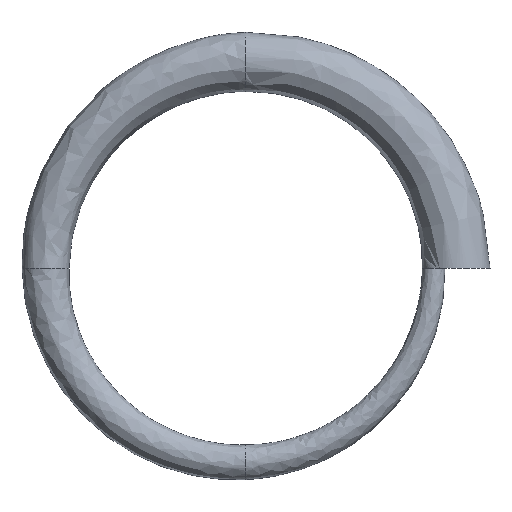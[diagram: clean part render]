
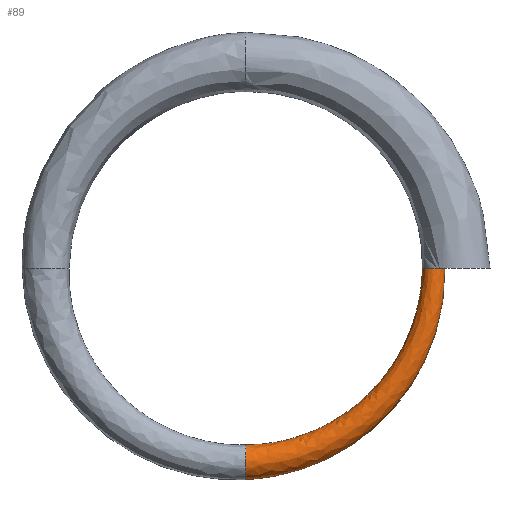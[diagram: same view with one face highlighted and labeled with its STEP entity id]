
A CAD part, top view. The second image highlights one B-rep face of the part: STEP entity #89.
In plain terms, the highlighted free-form (B-spline) face has degree [3, 3] with [14, 7] control points.
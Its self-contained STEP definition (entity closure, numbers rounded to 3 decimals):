
#18=B_SPLINE_CURVE_WITH_KNOTS('',3,(#626,#627,#628,#629,#630,#631,#632),
 .UNSPECIFIED.,.F.,.F.,(4,1,1,1,4),(0.,0.286,0.571,
0.857,1.),.UNSPECIFIED.);
#22=B_SPLINE_SURFACE_WITH_KNOTS('',3,3,((#528,#529,#530,#531,#532,#533,
#534),(#535,#536,#537,#538,#539,#540,#541),(#542,#543,#544,#545,#546,#547,
#548),(#549,#550,#551,#552,#553,#554,#555),(#556,#557,#558,#559,#560,#561,
#562),(#563,#564,#565,#566,#567,#568,#569),(#570,#571,#572,#573,#574,#575,
#576),(#577,#578,#579,#580,#581,#582,#583),(#584,#585,#586,#587,#588,#589,
#590),(#591,#592,#593,#594,#595,#596,#597),(#598,#599,#600,#601,#602,#603,
#604),(#605,#606,#607,#608,#609,#610,#611),(#612,#613,#614,#615,#616,#617,
#618),(#619,#620,#621,#622,#623,#624,#625)),.UNSPECIFIED.,.T.,.F.,.F.,(4,
1,1,1,1,1,1,1,1,1,1,4),(4,1,1,1,4),(0.,0.071,0.143,
0.214,0.286,0.357,0.429,
0.524,0.571,0.714,0.857,
1.),(0.,0.286,0.571,0.857,1.),
 .UNSPECIFIED.);
#27=FACE_OUTER_BOUND('',#32,.T.);
#32=EDGE_LOOP('',(#79,#80,#81,#82,#83));
#34=CIRCLE('',#106,3.);
#35=CIRCLE('',#107,3.);
#40=CIRCLE('',#112,4.625);
#41=VERTEX_POINT('',#135);
#42=VERTEX_POINT('',#137);
#47=VERTEX_POINT('',#519);
#49=EDGE_CURVE('',#42,#41,#34,.T.);
#50=EDGE_CURVE('',#41,#42,#35,.T.);
#58=EDGE_CURVE('',#47,#47,#40,.T.);
#59=EDGE_CURVE('',#42,#47,#18,.T.);
#79=ORIENTED_EDGE('',*,*,#49,.T.);
#80=ORIENTED_EDGE('',*,*,#50,.T.);
#81=ORIENTED_EDGE('',*,*,#59,.T.);
#82=ORIENTED_EDGE('',*,*,#58,.F.);
#83=ORIENTED_EDGE('',*,*,#59,.F.);
#89=ADVANCED_FACE('',(#27),#22,.T.);
#106=AXIS2_PLACEMENT_3D('',#138,#119,#120);
#107=AXIS2_PLACEMENT_3D('',#139,#121,#122);
#112=AXIS2_PLACEMENT_3D('',#527,#131,#132);
#119=DIRECTION('center_axis',(0.,-1.,0.));
#120=DIRECTION('ref_axis',(1.,0.,0.));
#121=DIRECTION('center_axis',(0.,-1.,0.));
#122=DIRECTION('ref_axis',(1.,0.,0.));
#131=DIRECTION('center_axis',(-1.,0.,0.));
#132=DIRECTION('ref_axis',(0.,1.,0.));
#135=CARTESIAN_POINT('',(47.,0.,0.));
#137=CARTESIAN_POINT('',(53.,0.,0.));
#138=CARTESIAN_POINT('Origin',(50.,0.,0.));
#139=CARTESIAN_POINT('Origin',(50.,0.,0.));
#519=CARTESIAN_POINT('',(0.,-56.25,0.));
#527=CARTESIAN_POINT('Origin',(0.,-51.625,0.));
#528=CARTESIAN_POINT('Ctrl Pts',(53.,0.,0.));
#529=CARTESIAN_POINT('Ctrl Pts',(53.158,-8.024,0.));
#530=CARTESIAN_POINT('Ctrl Pts',(49.881,-24.209,0.));
#531=CARTESIAN_POINT('Ctrl Pts',(34.951,-44.243,0.));
#532=CARTESIAN_POINT('Ctrl Pts',(16.421,-54.106,0.));
#533=CARTESIAN_POINT('Ctrl Pts',(4.127,-56.053,0.));
#534=CARTESIAN_POINT('Ctrl Pts',(0.,-56.25,0.));
#535=CARTESIAN_POINT('Ctrl Pts',(53.,0.,0.449));
#536=CARTESIAN_POINT('Ctrl Pts',(53.158,-8.024,0.472));
#537=CARTESIAN_POINT('Ctrl Pts',(49.881,-24.209,0.518));
#538=CARTESIAN_POINT('Ctrl Pts',(34.951,-44.243,0.588));
#539=CARTESIAN_POINT('Ctrl Pts',(16.421,-54.106,0.646));
#540=CARTESIAN_POINT('Ctrl Pts',(4.127,-56.053,0.68));
#541=CARTESIAN_POINT('Ctrl Pts',(0.,-56.25,0.692));
#542=CARTESIAN_POINT('Ctrl Pts',(52.795,0.,
1.346));
#543=CARTESIAN_POINT('Ctrl Pts',(52.943,-7.993,1.416));
#544=CARTESIAN_POINT('Ctrl Pts',(49.659,-24.107,1.554));
#545=CARTESIAN_POINT('Ctrl Pts',(34.775,-44.029,1.763));
#546=CARTESIAN_POINT('Ctrl Pts',(16.331,-53.819,1.936));
#547=CARTESIAN_POINT('Ctrl Pts',(4.104,-55.743,2.04));
#548=CARTESIAN_POINT('Ctrl Pts',(0.,-55.934,
2.075));
#549=CARTESIAN_POINT('Ctrl Pts',(51.934,0.,
2.426));
#550=CARTESIAN_POINT('Ctrl Pts',(52.037,-7.863,2.551));
#551=CARTESIAN_POINT('Ctrl Pts',(48.725,-23.676,2.801));
#552=CARTESIAN_POINT('Ctrl Pts',(34.035,-43.127,3.177));
#553=CARTESIAN_POINT('Ctrl Pts',(15.951,-52.613,3.489));
#554=CARTESIAN_POINT('Ctrl Pts',(4.005,-54.437,3.677));
#555=CARTESIAN_POINT('Ctrl Pts',(0.,-54.607,
3.74));
#556=CARTESIAN_POINT('Ctrl Pts',(50.69,0.,
3.025));
#557=CARTESIAN_POINT('Ctrl Pts',(50.73,-7.675,3.181));
#558=CARTESIAN_POINT('Ctrl Pts',(47.376,-23.054,3.493));
#559=CARTESIAN_POINT('Ctrl Pts',(32.966,-41.826,3.961));
#560=CARTESIAN_POINT('Ctrl Pts',(15.402,-50.872,4.351));
#561=CARTESIAN_POINT('Ctrl Pts',(3.863,-52.552,4.585));
#562=CARTESIAN_POINT('Ctrl Pts',(0.,-52.689,
4.663));
#563=CARTESIAN_POINT('Ctrl Pts',(49.308,0.,
3.025));
#564=CARTESIAN_POINT('Ctrl Pts',(49.277,-7.466,3.181));
#565=CARTESIAN_POINT('Ctrl Pts',(45.877,-22.362,3.493));
#566=CARTESIAN_POINT('Ctrl Pts',(31.778,-40.379,3.961));
#567=CARTESIAN_POINT('Ctrl Pts',(14.792,-48.937,4.351));
#568=CARTESIAN_POINT('Ctrl Pts',(3.704,-50.457,4.585));
#569=CARTESIAN_POINT('Ctrl Pts',(0.,-50.559,
4.663));
#570=CARTESIAN_POINT('Ctrl Pts',(48.067,0.,
2.426));
#571=CARTESIAN_POINT('Ctrl Pts',(47.971,-7.279,2.551));
#572=CARTESIAN_POINT('Ctrl Pts',(44.53,-21.741,2.801));
#573=CARTESIAN_POINT('Ctrl Pts',(30.711,-39.08,3.176));
#574=CARTESIAN_POINT('Ctrl Pts',(14.244,-47.198,3.489));
#575=CARTESIAN_POINT('Ctrl Pts',(3.562,-48.575,3.677));
#576=CARTESIAN_POINT('Ctrl Pts',(0.,-48.644,
3.739));
#577=CARTESIAN_POINT('Ctrl Pts',(47.105,0.,
1.225));
#578=CARTESIAN_POINT('Ctrl Pts',(46.96,-7.133,1.288));
#579=CARTESIAN_POINT('Ctrl Pts',(43.487,-21.26,1.415));
#580=CARTESIAN_POINT('Ctrl Pts',(29.885,-38.073,1.605));
#581=CARTESIAN_POINT('Ctrl Pts',(13.82,-45.852,1.763));
#582=CARTESIAN_POINT('Ctrl Pts',(3.452,-47.118,1.857));
#583=CARTESIAN_POINT('Ctrl Pts',(0.,-47.162,
1.889));
#584=CARTESIAN_POINT('Ctrl Pts',(46.899,0.,
-0.163));
#585=CARTESIAN_POINT('Ctrl Pts',(46.743,-7.102,-0.172));
#586=CARTESIAN_POINT('Ctrl Pts',(43.264,-21.157,-0.189));
#587=CARTESIAN_POINT('Ctrl Pts',(29.709,-37.858,-0.214));
#588=CARTESIAN_POINT('Ctrl Pts',(13.729,-45.564,-0.235));
#589=CARTESIAN_POINT('Ctrl Pts',(3.429,-46.806,-0.248));
#590=CARTESIAN_POINT('Ctrl Pts',(0.,-46.845,
-0.252));
#591=CARTESIAN_POINT('Ctrl Pts',(47.428,0.,
-1.904));
#592=CARTESIAN_POINT('Ctrl Pts',(47.3,-7.182,-2.003));
#593=CARTESIAN_POINT('Ctrl Pts',(43.838,-21.422,-2.199));
#594=CARTESIAN_POINT('Ctrl Pts',(30.163,-38.411,-2.494));
#595=CARTESIAN_POINT('Ctrl Pts',(13.963,-46.305,-2.739));
#596=CARTESIAN_POINT('Ctrl Pts',(3.489,-47.608,-2.887));
#597=CARTESIAN_POINT('Ctrl Pts',(0.,-47.661,
-2.936));
#598=CARTESIAN_POINT('Ctrl Pts',(49.233,0.,
-3.344));
#599=CARTESIAN_POINT('Ctrl Pts',(49.198,-7.455,-3.517));
#600=CARTESIAN_POINT('Ctrl Pts',(45.796,-22.325,-3.862));
#601=CARTESIAN_POINT('Ctrl Pts',(31.714,-40.301,-4.379));
#602=CARTESIAN_POINT('Ctrl Pts',(14.759,-48.832,-4.811));
#603=CARTESIAN_POINT('Ctrl Pts',(3.696,-50.344,-5.069));
#604=CARTESIAN_POINT('Ctrl Pts',(0.,-50.443,
-5.156));
#605=CARTESIAN_POINT('Ctrl Pts',(52.143,0.,
-2.687));
#606=CARTESIAN_POINT('Ctrl Pts',(52.257,-7.895,-2.825));
#607=CARTESIAN_POINT('Ctrl Pts',(48.952,-23.781,-3.102));
#608=CARTESIAN_POINT('Ctrl Pts',(34.214,-43.346,-3.518));
#609=CARTESIAN_POINT('Ctrl Pts',(16.043,-52.906,-3.865));
#610=CARTESIAN_POINT('Ctrl Pts',(4.029,-54.755,-4.073));
#611=CARTESIAN_POINT('Ctrl Pts',(0.,-54.929,
-4.142));
#612=CARTESIAN_POINT('Ctrl Pts',(53.,0.,-0.898));
#613=CARTESIAN_POINT('Ctrl Pts',(53.159,-8.025,-0.944));
#614=CARTESIAN_POINT('Ctrl Pts',(49.882,-24.209,-1.037));
#615=CARTESIAN_POINT('Ctrl Pts',(34.952,-44.244,-1.175));
#616=CARTESIAN_POINT('Ctrl Pts',(16.422,-54.106,-1.291));
#617=CARTESIAN_POINT('Ctrl Pts',(4.128,-56.053,-1.361));
#618=CARTESIAN_POINT('Ctrl Pts',(0.,-56.25,-1.384));
#619=CARTESIAN_POINT('Ctrl Pts',(53.,0.,0.));
#620=CARTESIAN_POINT('Ctrl Pts',(53.158,-8.024,0.));
#621=CARTESIAN_POINT('Ctrl Pts',(49.881,-24.209,0.));
#622=CARTESIAN_POINT('Ctrl Pts',(34.951,-44.243,0.));
#623=CARTESIAN_POINT('Ctrl Pts',(16.421,-54.106,0.));
#624=CARTESIAN_POINT('Ctrl Pts',(4.127,-56.053,0.));
#625=CARTESIAN_POINT('Ctrl Pts',(0.,-56.25,0.));
#626=CARTESIAN_POINT('Ctrl Pts',(53.,0.,0.));
#627=CARTESIAN_POINT('Ctrl Pts',(53.158,-8.024,0.));
#628=CARTESIAN_POINT('Ctrl Pts',(49.881,-24.209,0.));
#629=CARTESIAN_POINT('Ctrl Pts',(34.951,-44.243,0.));
#630=CARTESIAN_POINT('Ctrl Pts',(16.421,-54.106,0.));
#631=CARTESIAN_POINT('Ctrl Pts',(4.127,-56.053,0.));
#632=CARTESIAN_POINT('Ctrl Pts',(0.,-56.25,0.));
